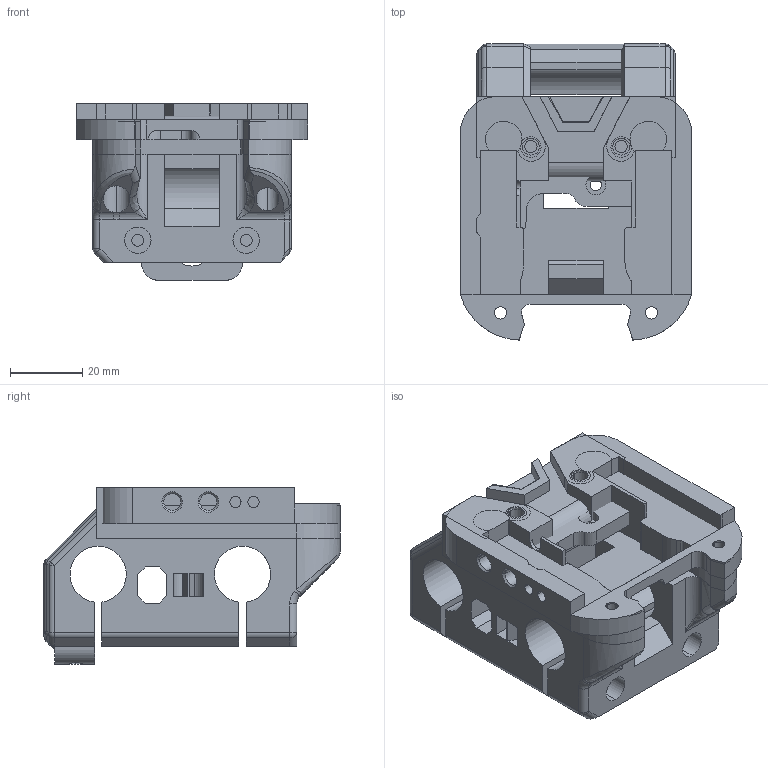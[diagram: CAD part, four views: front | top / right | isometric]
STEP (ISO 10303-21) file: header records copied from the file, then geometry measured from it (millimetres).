
FILE_DESCRIPTION (( 'STEP AP214' ), '1' );
FILE_NAME ('X-Carriage.STEP', '2024-12-01T16:14:18', ( '' ), ( '' ), 'SwSTEP 2.0', 'SolidWorks 2020', '' );
FILE_SCHEMA (( 'AUTOMOTIVE_DESIGN' ));
Length unit declared in the file: millimetre
Products named in the file (5): X-Carriage; Cable Retainer; ET4 Dragon Burner v8 Mount; Dragon Burner_Anycubic_mount
Assembly tree (4 placements, depth 2):
  X-Carriage
    X-Carriage
    Dragon Burner_Anycubic_mount
    ET4 Dragon Burner v8 Mount
    Cable Retainer
Bounding box: 64 x 82 x 49 mm (x, y, z)
Volume: 115802.7 mm3; surface area: 48931.5 mm2
Topology: 4 solids, 4 shells, 552 faces, 1488 edges, 952 vertices
Faces by surface type: plane 283, cylinder 229, sphere 14, cone 13, bspline 10, torus 3
Entity records: 18658 total; most frequent: CARTESIAN_POINT 3732, ORIENTED_EDGE 2970, DIRECTION 2959, EDGE_CURVE 1485, AXIS2_PLACEMENT_3D 1008, VERTEX_POINT 952, VECTOR 943, LINE 943
